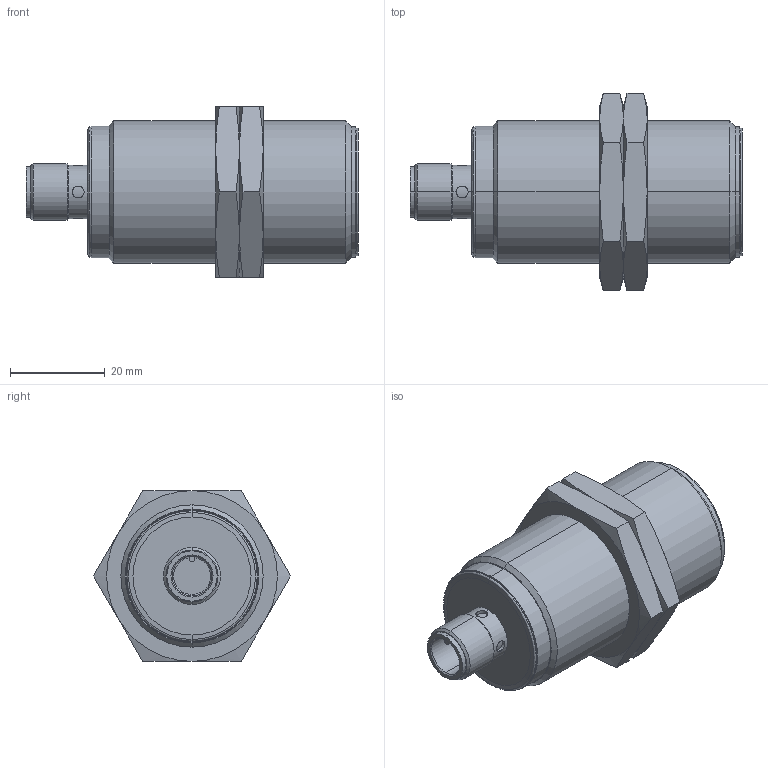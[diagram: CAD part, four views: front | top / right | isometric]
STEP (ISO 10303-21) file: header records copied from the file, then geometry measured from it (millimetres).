
FILE_DESCRIPTION (( 'STEP AP214' ), '1' );
FILE_NAME ('PFT2-AP-3H.step', '2018-04-17T19:36:21', ( '' ), ( '' ), 'SwSTEP 2.0', 'SolidWorks 2017', '' );
FILE_SCHEMA (( 'AUTOMOTIVE_DESIGN' ));
Length unit declared in the file: inch
Products named in the file (1): PFT2-AP-3H
Bounding box: 70 x 41.57 x 36 mm (x, y, z)
Volume: 45124.8 mm3; surface area: 11157.4 mm2
Topology: 3 solids, 3 shells, 112 faces, 237 edges, 137 vertices
Faces by surface type: cone 46, cylinder 36, plane 25, bspline 5
Entity records: 5032 total; most frequent: CARTESIAN_POINT 1198, DIRECTION 479, ORIENTED_EDGE 474, EDGE_CURVE 237, AXIS2_PLACEMENT_3D 202, VERTEX_POINT 137, EDGE_LOOP 122, DIMENSIONAL_EXPONENTS 117
